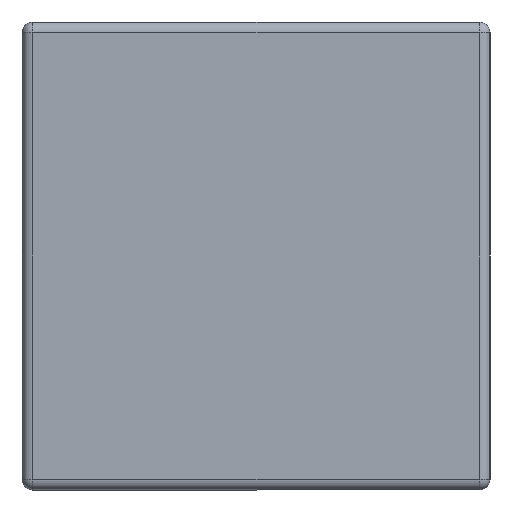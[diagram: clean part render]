
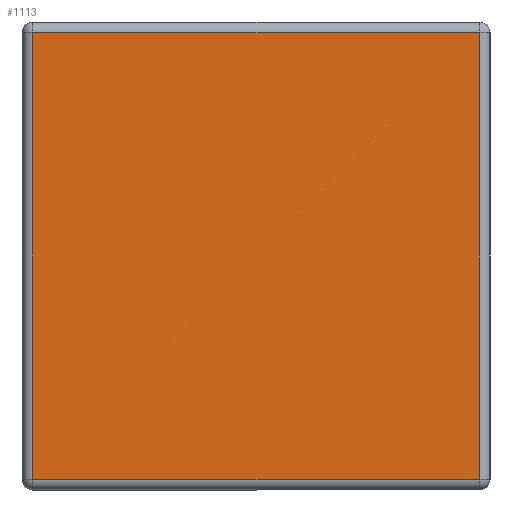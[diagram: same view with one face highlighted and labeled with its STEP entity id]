
A CAD part, left-side view. The second image highlights one B-rep face of the part: STEP entity #1113.
In plain terms, the highlighted planar face has unit normal (-1, 0, 0).
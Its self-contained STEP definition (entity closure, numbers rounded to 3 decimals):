
#23 = VERTEX_POINT ( 'NONE', #67 ) ;
#24 = VERTEX_POINT ( 'NONE', #68 ) ;
#25 = VERTEX_POINT ( 'NONE', #69 ) ;
#26 = VERTEX_POINT ( 'NONE', #70 ) ;
#67 = CARTESIAN_POINT ( 'NONE',  ( -0.5, 0.512, 0.25 ) ) ;
#68 = CARTESIAN_POINT ( 'NONE',  ( -0.5, 0.512, -0.25 ) ) ;
#69 = CARTESIAN_POINT ( 'NONE',  ( -0.5, 0.012, -0.25 ) ) ;
#70 = CARTESIAN_POINT ( 'NONE',  ( -0.5, 0.012, 0.25 ) ) ;
#118 = PLANE ( 'NONE',  #1275 ) ;
#121 = CARTESIAN_POINT ( 'NONE',  ( -0.5, 0.012, 0.25 ) ) ;
#127 = DIRECTION ( 'NONE',  ( 1., 0., 0. ) ) ;
#128 = DIRECTION ( 'NONE',  ( 0., 0., -1. ) ) ;
#338 = CARTESIAN_POINT ( 'NONE',  ( -0.5, 0.012, -0.25 ) ) ;
#349 = CARTESIAN_POINT ( 'NONE',  ( -0.5, 0.512, 0.25 ) ) ;
#351 = DIRECTION ( 'NONE',  ( 0., -1., 0. ) ) ;
#359 = DIRECTION ( 'NONE',  ( 0., 0., -1. ) ) ;
#360 = CARTESIAN_POINT ( 'NONE',  ( -0.5, 0.012, 0.25 ) ) ;
#361 = DIRECTION ( 'NONE',  ( 0., 1., 0. ) ) ;
#463 = CARTESIAN_POINT ( 'NONE',  ( -0.5, 0.012, 0.25 ) ) ;
#464 = DIRECTION ( 'NONE',  ( 0., 0., 1. ) ) ;
#604 = EDGE_LOOP ( 'NONE', ( #754, #755, #756, #757 ) ) ;
#754 = ORIENTED_EDGE ( 'NONE', *, *, #1186, .T. ) ;
#755 = ORIENTED_EDGE ( 'NONE', *, *, #1183, .T. ) ;
#756 = ORIENTED_EDGE ( 'NONE', *, *, #1228, .T. ) ;
#757 = ORIENTED_EDGE ( 'NONE', *, *, #1187, .T. ) ;
#841 = FACE_OUTER_BOUND ( 'NONE', #604, .T. ) ;
#963 = VECTOR ( 'NONE', #351, 1000. ) ;
#972 = LINE ( 'NONE', #338, #963 ) ;
#974 = VECTOR ( 'NONE', #359, 1000. ) ;
#976 = LINE ( 'NONE', #349, #974 ) ;
#978 = LINE ( 'NONE', #360, #979 ) ;
#979 = VECTOR ( 'NONE', #361, 1000. ) ;
#1015 = VECTOR ( 'NONE', #464, 1000. ) ;
#1024 = LINE ( 'NONE', #463, #1015 ) ;
#1113 = ADVANCED_FACE ( 'NONE', ( #841 ), #118, .F. ) ;
#1183 = EDGE_CURVE ( 'NONE', #24, #25, #972, .T. ) ;
#1186 = EDGE_CURVE ( 'NONE', #23, #24, #976, .T. ) ;
#1187 = EDGE_CURVE ( 'NONE', #26, #23, #978, .T. ) ;
#1228 = EDGE_CURVE ( 'NONE', #25, #26, #1024, .T. ) ;
#1275 = AXIS2_PLACEMENT_3D ( 'NONE', #121, #127, #128 ) ;
